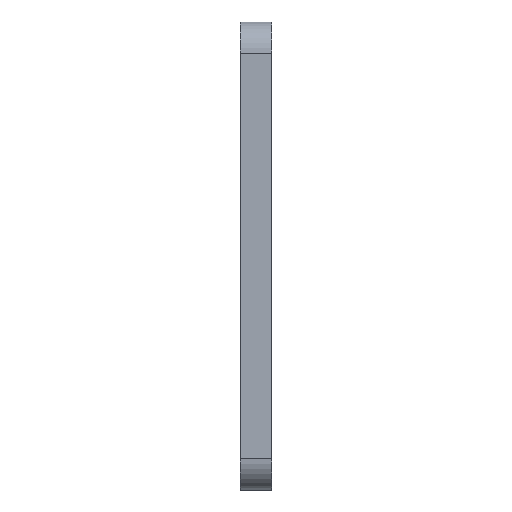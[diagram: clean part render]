
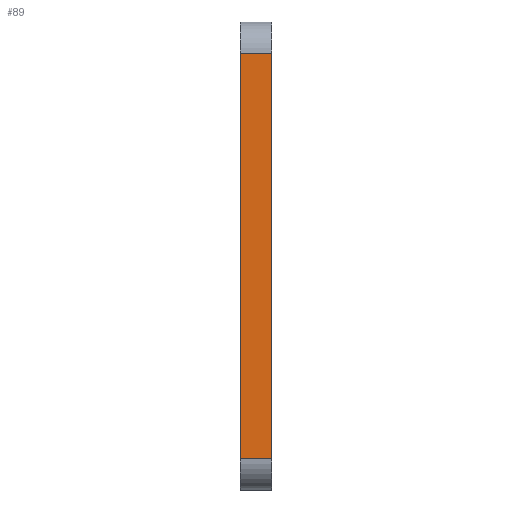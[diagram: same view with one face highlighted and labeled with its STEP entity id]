
A CAD part, left-side view. The second image highlights one B-rep face of the part: STEP entity #89.
In plain terms, the highlighted planar face has unit normal (-1, 0, 0).
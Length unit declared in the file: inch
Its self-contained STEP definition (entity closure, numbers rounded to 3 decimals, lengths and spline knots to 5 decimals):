
#6 = DIRECTION ( 'NONE',  ( 0., -1., 0. ) ) ;
#30 = CARTESIAN_POINT ( 'NONE',  ( 0., 0.125, -1.75 ) ) ;
#43 = DIRECTION ( 'NONE',  ( 0., 0., 1. ) ) ;
#44 = VERTEX_POINT ( 'NONE', #291 ) ;
#48 = CARTESIAN_POINT ( 'NONE',  ( 0., 0., 0. ) ) ;
#68 = CARTESIAN_POINT ( 'NONE',  ( 0., 0.125, 0. ) ) ;
#89 = ADVANCED_FACE ( 'NONE', ( #121 ), #589, .F. ) ;
#117 = LINE ( 'NONE', #521, #699 ) ;
#121 = FACE_OUTER_BOUND ( 'NONE', #551, .T. ) ;
#135 = DIRECTION ( 'NONE',  ( 0., 0., 1. ) ) ;
#220 = VECTOR ( 'NONE', #6, 39.37008 ) ;
#225 = DIRECTION ( 'NONE',  ( 0., 1., 0. ) ) ;
#239 = DIRECTION ( 'NONE',  ( 0., 0., -1. ) ) ;
#248 = CARTESIAN_POINT ( 'NONE',  ( 0., 0., -0.125 ) ) ;
#290 = AXIS2_PLACEMENT_3D ( 'NONE', #68, #481, #239 ) ;
#291 = CARTESIAN_POINT ( 'NONE',  ( 0., 0.125, -0.125 ) ) ;
#344 = LINE ( 'NONE', #48, #621 ) ;
#409 = CARTESIAN_POINT ( 'NONE',  ( 0., 0.125, -1.75 ) ) ;
#439 = VERTEX_POINT ( 'NONE', #30 ) ;
#462 = CARTESIAN_POINT ( 'NONE',  ( 0., 0., -1.75 ) ) ;
#481 = DIRECTION ( 'NONE',  ( 1., 0., 0. ) ) ;
#513 = ORIENTED_EDGE ( 'NONE', *, *, #549, .F. ) ;
#521 = CARTESIAN_POINT ( 'NONE',  ( 0., 0.125, -0.125 ) ) ;
#549 = EDGE_CURVE ( 'NONE', #439, #44, #653, .T. ) ;
#551 = EDGE_LOOP ( 'NONE', ( #582, #631, #513, #667 ) ) ;
#569 = VERTEX_POINT ( 'NONE', #248 ) ;
#582 = ORIENTED_EDGE ( 'NONE', *, *, #684, .T. ) ;
#589 = PLANE ( 'NONE',  #290 ) ;
#598 = CARTESIAN_POINT ( 'NONE',  ( 0., 0.125, 0. ) ) ;
#608 = VERTEX_POINT ( 'NONE', #462 ) ;
#621 = VECTOR ( 'NONE', #43, 39.37008 ) ;
#631 = ORIENTED_EDGE ( 'NONE', *, *, #741, .T. ) ;
#653 = LINE ( 'NONE', #598, #722 ) ;
#667 = ORIENTED_EDGE ( 'NONE', *, *, #701, .T. ) ;
#684 = EDGE_CURVE ( 'NONE', #608, #569, #344, .T. ) ;
#688 = LINE ( 'NONE', #409, #220 ) ;
#699 = VECTOR ( 'NONE', #225, 39.37008 ) ;
#701 = EDGE_CURVE ( 'NONE', #439, #608, #688, .T. ) ;
#722 = VECTOR ( 'NONE', #135, 39.37008 ) ;
#741 = EDGE_CURVE ( 'NONE', #569, #44, #117, .T. ) ;
